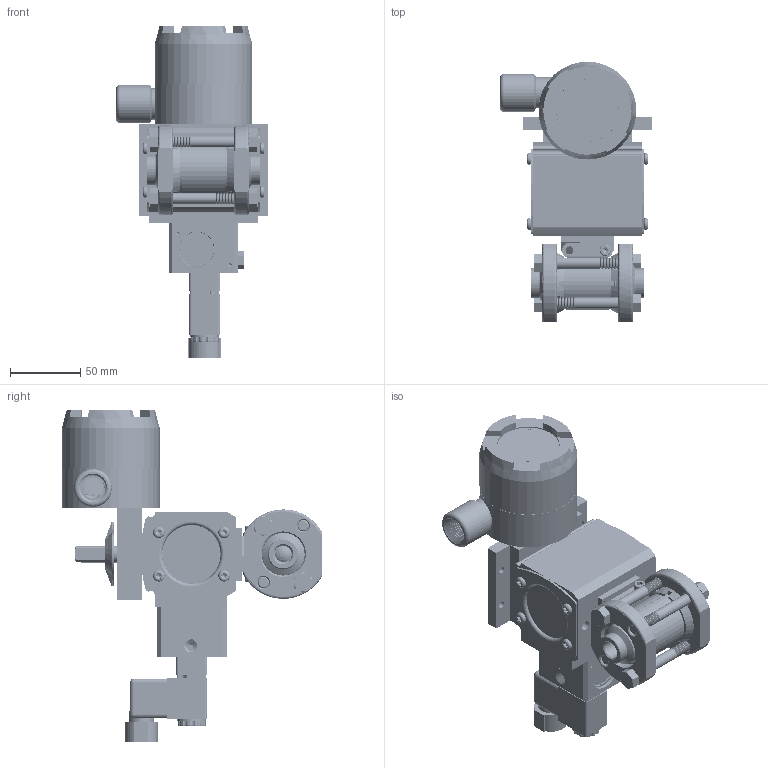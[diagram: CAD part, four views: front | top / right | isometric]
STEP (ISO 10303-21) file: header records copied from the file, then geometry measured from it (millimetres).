
FILE_DESCRIPTION (( 'STEP AP203' ), '1' );
FILE_NAME ('25XXTSWSA512D4GPDCLS.step', '2018-09-04T19:39:12', ( '' ), ( '' ), 'SwSTEP 2.0', 'SolidWorks 2018', '' );
FILE_SCHEMA (( 'CONFIG_CONTROL_DESIGN' ));
Length unit declared in the file: inch
Products named in the file (1): 25XXTSWSA512D4GPDCLS
Bounding box: 107.71 x 184.85 x 235.76 mm (x, y, z)
Volume: 665430.3 mm3; surface area: 249604.8 mm2
Topology: 51 solids, 51 shells, 4654 faces, 12454 edges, 7919 vertices
Faces by surface type: cylinder 2067, cone 1433, plane 759, bspline 197, torus 192, sphere 6
Entity records: 227408 total; most frequent: CARTESIAN_POINT 115279, ORIENTED_EDGE 24544, DIRECTION 23222, EDGE_CURVE 12272, AXIS2_PLACEMENT_3D 9349, VERTEX_POINT 7915, EDGE_LOOP 5021, CIRCLE 4891
